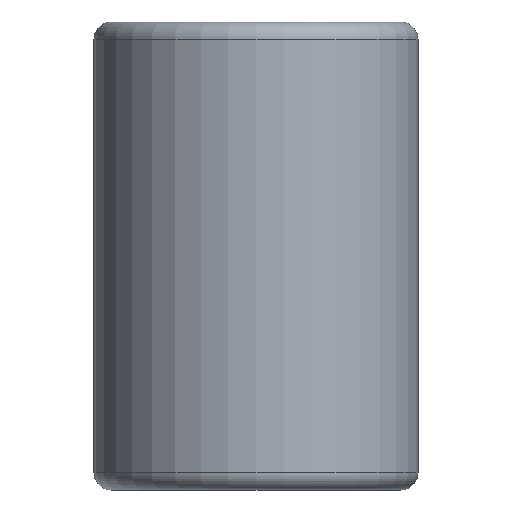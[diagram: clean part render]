
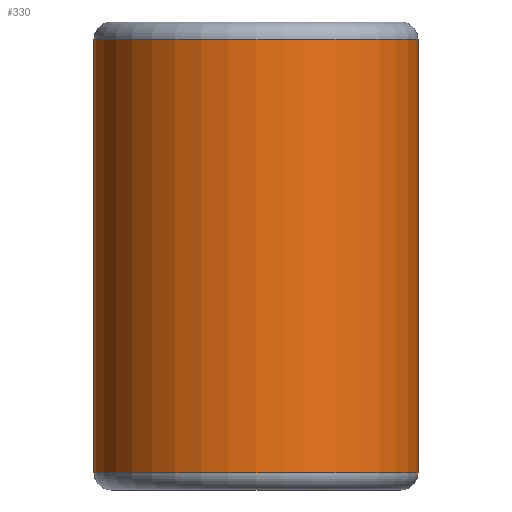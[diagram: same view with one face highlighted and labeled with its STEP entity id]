
A CAD part, front view. The second image highlights one B-rep face of the part: STEP entity #330.
In plain terms, the highlighted cylindrical face has radius 7.125 mm (diameter 14.249 mm), a partial arc.
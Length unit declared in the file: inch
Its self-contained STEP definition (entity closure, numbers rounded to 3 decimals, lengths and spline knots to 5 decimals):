
#120 = CIRCLE ( 'NONE', #1997, 0.2805 ) ;
#125 = EDGE_CURVE ( 'NONE', #2624, #495, #120, .T. ) ;
#154 = LINE ( 'NONE', #2505, #1612 ) ;
#158 = CIRCLE ( 'NONE', #602, 0.2805 ) ;
#310 = EDGE_LOOP ( 'NONE', ( #1316, #1779, #1975, #888 ) ) ;
#330 = ADVANCED_FACE ( 'NONE', ( #2227 ), #729, .T. ) ;
#487 = VERTEX_POINT ( 'NONE', #2577 ) ;
#495 = VERTEX_POINT ( 'NONE', #2382 ) ;
#510 = EDGE_CURVE ( 'NONE', #495, #487, #732, .T. ) ;
#521 = CARTESIAN_POINT ( 'NONE',  ( -0.062, -1., -0.375 ) ) ;
#553 = DIRECTION ( 'NONE',  ( 0., 0., 1. ) ) ;
#566 = CARTESIAN_POINT ( 'NONE',  ( -0.062, -1., 0.375 ) ) ;
#602 = AXIS2_PLACEMENT_3D ( 'NONE', #1211, #2632, #1408 ) ;
#729 = CYLINDRICAL_SURFACE ( 'NONE', #1734, 0.2805 ) ;
#732 = LINE ( 'NONE', #1976, #1664 ) ;
#759 = DIRECTION ( 'NONE',  ( 1., 0., 0. ) ) ;
#762 = DIRECTION ( 'NONE',  ( 0., 0., 1. ) ) ;
#853 = DIRECTION ( 'NONE',  ( 0., 0., 1. ) ) ;
#888 = ORIENTED_EDGE ( 'NONE', *, *, #1628, .T. ) ;
#1090 = VERTEX_POINT ( 'NONE', #566 ) ;
#1211 = CARTESIAN_POINT ( 'NONE',  ( 0.2185, -1., 0.375 ) ) ;
#1316 = ORIENTED_EDGE ( 'NONE', *, *, #125, .T. ) ;
#1375 = EDGE_CURVE ( 'NONE', #1090, #487, #158, .T. ) ;
#1408 = DIRECTION ( 'NONE',  ( 1., 0., 0. ) ) ;
#1612 = VECTOR ( 'NONE', #1682, 39.37008 ) ;
#1628 = EDGE_CURVE ( 'NONE', #1090, #2624, #154, .T. ) ;
#1664 = VECTOR ( 'NONE', #762, 39.37008 ) ;
#1682 = DIRECTION ( 'NONE',  ( 0., 0., -1. ) ) ;
#1734 = AXIS2_PLACEMENT_3D ( 'NONE', #1971, #553, #759 ) ;
#1779 = ORIENTED_EDGE ( 'NONE', *, *, #510, .T. ) ;
#1971 = CARTESIAN_POINT ( 'NONE',  ( 0.2185, -1., 0. ) ) ;
#1975 = ORIENTED_EDGE ( 'NONE', *, *, #1375, .F. ) ;
#1976 = CARTESIAN_POINT ( 'NONE',  ( 0.499, -1., 0. ) ) ;
#1997 = AXIS2_PLACEMENT_3D ( 'NONE', #2061, #853, #2282 ) ;
#2061 = CARTESIAN_POINT ( 'NONE',  ( 0.2185, -1., -0.375 ) ) ;
#2227 = FACE_OUTER_BOUND ( 'NONE', #310, .T. ) ;
#2282 = DIRECTION ( 'NONE',  ( 1., 0., 0. ) ) ;
#2382 = CARTESIAN_POINT ( 'NONE',  ( 0.499, -1., -0.375 ) ) ;
#2505 = CARTESIAN_POINT ( 'NONE',  ( -0.062, -1., 0.375 ) ) ;
#2577 = CARTESIAN_POINT ( 'NONE',  ( 0.499, -1., 0.375 ) ) ;
#2624 = VERTEX_POINT ( 'NONE', #521 ) ;
#2632 = DIRECTION ( 'NONE',  ( 0., 0., 1. ) ) ;
